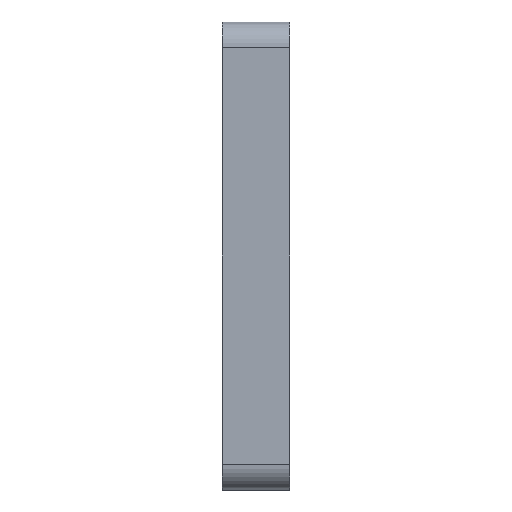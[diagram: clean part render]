
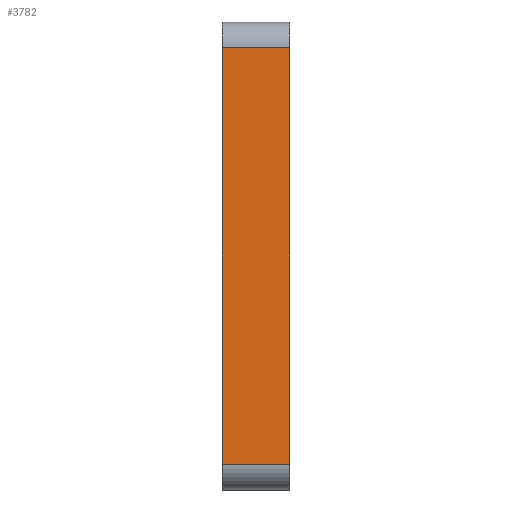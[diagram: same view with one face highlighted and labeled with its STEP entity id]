
A CAD part, left-side view. The second image highlights one B-rep face of the part: STEP entity #3782.
In plain terms, the highlighted planar face has unit normal (-1, 0, 0).
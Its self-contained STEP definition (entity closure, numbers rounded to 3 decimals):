
#114=PLANE('',#3994);
#237=FACE_OUTER_BOUND('',#449,.T.);
#449=EDGE_LOOP('',(#2744,#2745,#2746,#2747));
#691=LINE('',#5581,#1013);
#693=LINE('',#5588,#1015);
#694=LINE('',#5589,#1016);
#695=LINE('',#5590,#1017);
#1013=VECTOR('',#4240,10.);
#1015=VECTOR('',#4246,10.);
#1016=VECTOR('',#4247,10.);
#1017=VECTOR('',#4248,10.);
#1597=VERTEX_POINT('',#5578);
#1598=VERTEX_POINT('',#5580);
#1600=VERTEX_POINT('',#5586);
#1601=VERTEX_POINT('',#5587);
#2032=EDGE_CURVE('',#1597,#1598,#691,.T.);
#2035=EDGE_CURVE('',#1600,#1601,#693,.T.);
#2036=EDGE_CURVE('',#1600,#1598,#694,.T.);
#2037=EDGE_CURVE('',#1601,#1597,#695,.T.);
#2744=ORIENTED_EDGE('',*,*,#2035,.F.);
#2745=ORIENTED_EDGE('',*,*,#2036,.T.);
#2746=ORIENTED_EDGE('',*,*,#2032,.F.);
#2747=ORIENTED_EDGE('',*,*,#2037,.F.);
#3782=ADVANCED_FACE('',(#237),#114,.T.);
#3994=AXIS2_PLACEMENT_3D('',#5585,#4244,#4245);
#4240=DIRECTION('',(0.,-1.,0.));
#4244=DIRECTION('center_axis',(-1.,0.,0.));
#4245=DIRECTION('ref_axis',(0.,0.,1.));
#4246=DIRECTION('',(0.,1.,0.));
#4247=DIRECTION('',(0.,0.,1.));
#4248=DIRECTION('',(0.,0.,1.));
#5578=CARTESIAN_POINT('',(-46.25,13.,26.51));
#5580=CARTESIAN_POINT('',(-46.25,0.,26.51));
#5581=CARTESIAN_POINT('',(-46.25,0.,26.51));
#5585=CARTESIAN_POINT('Origin',(-46.25,0.,-58.5));
#5586=CARTESIAN_POINT('',(-46.25,0.,-53.5));
#5587=CARTESIAN_POINT('',(-46.25,13.,-53.5));
#5588=CARTESIAN_POINT('',(-46.25,0.,-53.5));
#5589=CARTESIAN_POINT('',(-46.25,0.,-58.5));
#5590=CARTESIAN_POINT('',(-46.25,13.,-58.5));
